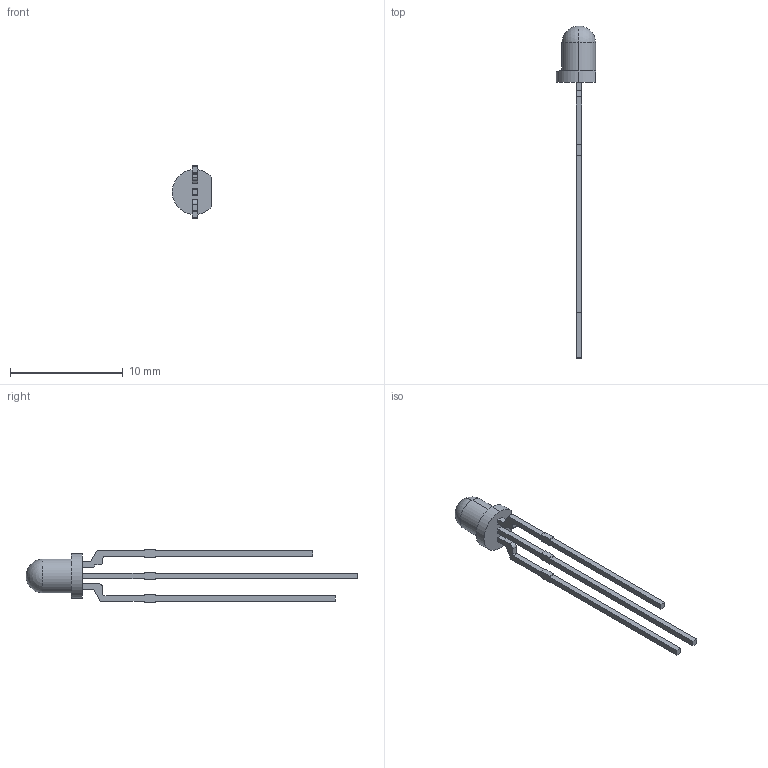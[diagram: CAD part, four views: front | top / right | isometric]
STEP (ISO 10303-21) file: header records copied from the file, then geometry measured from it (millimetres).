
FILE_DESCRIPTION (( 'STEP AP214' ), '1' );
FILE_NAME ('115V.STEP', '2008-08-27T18:07:41', ( '' ), ( '' ), 'SwSTEP 2.0', 'SolidWorks 2008', '' );
FILE_SCHEMA (( 'AUTOMOTIVE_DESIGN' ));
Length unit declared in the file: millimetre
Products named in the file (1): 115V
Bounding box: 3.5 x 29.5 x 4.7 mm (x, y, z)
Volume: 54.1 mm3; surface area: 206.8 mm2
Topology: 1 solids, 1 shells, 346 faces, 941 edges, 626 vertices
Faces by surface type: plane 219, bspline 116, cylinder 9, sphere 2
Entity records: 20071 total; most frequent: CARTESIAN_POINT 8296, ORIENTED_EDGE 1874, DIRECTION 1188, EDGE_CURVE 937, VECTOR 684, LINE 684, VERTEX_POINT 624, EDGE_LOOP 377
